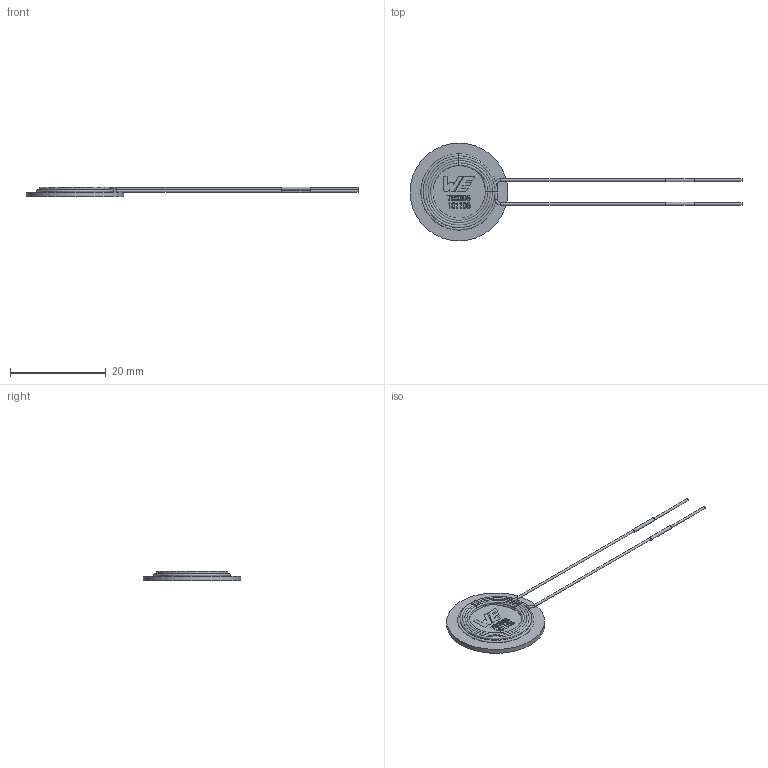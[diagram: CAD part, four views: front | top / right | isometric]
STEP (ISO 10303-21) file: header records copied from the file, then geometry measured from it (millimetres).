
FILE_DESCRIPTION( ( 'Unknown' ), '1' );
FILE_NAME( '760308101105.stp', 'Unknown', ( 'Unknown' ), ( 'Unknown' ), 'PSStep 17.0.49', 'Unknown', ' ' );
FILE_SCHEMA( ( 'AUTOMOTIVE_DESIGN { 1 0 10303 214 1 1 1 1 }' ) );
Length unit declared in the file: millimetre
Products named in the file (3): Assem1; Ferrite; Winding
Assembly tree (2 placements, depth 2):
  Assem1
    Ferrite
    Winding
Bounding box: 69.5 x 20.5 x 2.06 mm (x, y, z)
Volume: 418.2 mm3; surface area: 1449.9 mm2
Topology: 2 solids, 2 shells, 148 faces, 343 edges, 223 vertices
Faces by surface type: plane 91, extrusion 28, torus 11, cylinder 9, bspline 9
Full cylindrical faces by diameter (mm): 0.48 x6, 0.64 x2, 20.5 x1
Entity records: 8829 total; most frequent: CARTESIAN_POINT 4649, ORIENTED_EDGE 594, DIRECTION 456, EDGE_CURVE 297, VERTEX_POINT 226, EDGE_LOOP 216, FACE_OUTER_BOUND 187, B_SPLINE_CURVE_WITH_KNOTS 160
